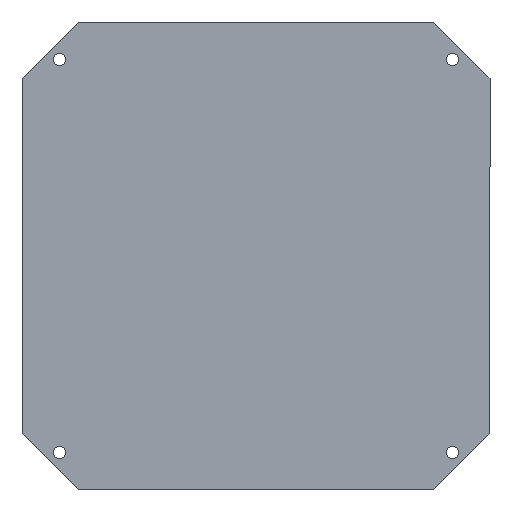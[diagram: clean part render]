
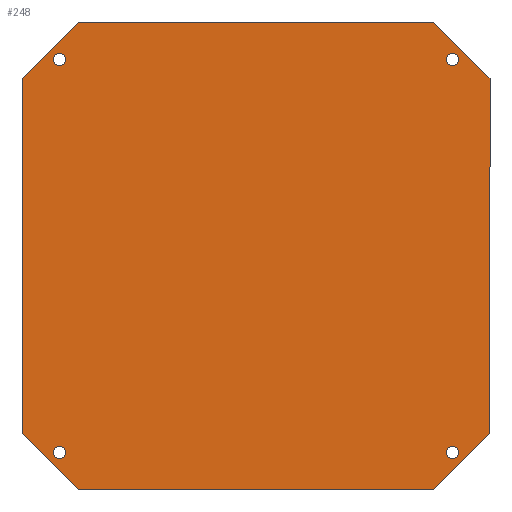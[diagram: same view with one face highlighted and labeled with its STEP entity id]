
A CAD part, front view. The second image highlights one B-rep face of the part: STEP entity #248.
In plain terms, the highlighted planar face has unit normal (0, -1, 0).
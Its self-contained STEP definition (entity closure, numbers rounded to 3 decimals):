
#2 = FACE_OUTER_BOUND ( 'NONE', #224, .T. ) ;
#10 = DIRECTION ( 'NONE',  ( 0., 1., 0. ) ) ;
#12 = AXIS2_PLACEMENT_3D ( 'NONE', #649, #194, #141 ) ;
#14 = CARTESIAN_POINT ( 'NONE',  ( -125., 0., -125. ) ) ;
#25 = DIRECTION ( 'NONE',  ( 0., 0., -1. ) ) ;
#31 = DIRECTION ( 'NONE',  ( 0., 0., -1. ) ) ;
#33 = CARTESIAN_POINT ( 'NONE',  ( 125., 0., -125. ) ) ;
#46 = CARTESIAN_POINT ( 'NONE',  ( 105., 0., 105. ) ) ;
#47 = DIRECTION ( 'NONE',  ( 0., 0., 1. ) ) ;
#49 = CARTESIAN_POINT ( 'NONE',  ( 105., 0., 101.75 ) ) ;
#50 = ORIENTED_EDGE ( 'NONE', *, *, #58, .T. ) ;
#53 = VECTOR ( 'NONE', #631, 1000. ) ;
#56 = LINE ( 'NONE', #558, #525 ) ;
#58 = EDGE_CURVE ( 'NONE', #579, #297, #580, .T. ) ;
#59 = ORIENTED_EDGE ( 'NONE', *, *, #281, .T. ) ;
#61 = CARTESIAN_POINT ( 'NONE',  ( 105., 0., -108.25 ) ) ;
#66 = CIRCLE ( 'NONE', #98, 3.25 ) ;
#76 = VERTEX_POINT ( 'NONE', #195 ) ;
#84 = CARTESIAN_POINT ( 'NONE',  ( -95., 0., 125. ) ) ;
#87 = CIRCLE ( 'NONE', #535, 3.25 ) ;
#88 = DIRECTION ( 'NONE',  ( 0., 1., 0. ) ) ;
#91 = CARTESIAN_POINT ( 'NONE',  ( -125., 0., -95. ) ) ;
#93 = CARTESIAN_POINT ( 'NONE',  ( 105., 0., 105. ) ) ;
#94 = ORIENTED_EDGE ( 'NONE', *, *, #269, .T. ) ;
#98 = AXIS2_PLACEMENT_3D ( 'NONE', #112, #108, #47 ) ;
#102 = ORIENTED_EDGE ( 'NONE', *, *, #351, .F. ) ;
#108 = DIRECTION ( 'NONE',  ( 0., 1., 0. ) ) ;
#112 = CARTESIAN_POINT ( 'NONE',  ( -105., 0., -105. ) ) ;
#115 = EDGE_CURVE ( 'NONE', #425, #474, #447, .T. ) ;
#120 = VECTOR ( 'NONE', #182, 1000. ) ;
#130 = LINE ( 'NONE', #278, #53 ) ;
#132 = AXIS2_PLACEMENT_3D ( 'NONE', #559, #609, #203 ) ;
#134 = ORIENTED_EDGE ( 'NONE', *, *, #157, .T. ) ;
#141 = DIRECTION ( 'NONE',  ( 0., 0., -1. ) ) ;
#142 = VECTOR ( 'NONE', #185, 1000. ) ;
#149 = DIRECTION ( 'NONE',  ( 0.707, 0., 0.707 ) ) ;
#153 = ORIENTED_EDGE ( 'NONE', *, *, #360, .T. ) ;
#157 = EDGE_CURVE ( 'NONE', #476, #474, #354, .T. ) ;
#160 = VERTEX_POINT ( 'NONE', #571 ) ;
#164 = CIRCLE ( 'NONE', #545, 3.25 ) ;
#168 = EDGE_CURVE ( 'NONE', #297, #579, #66, .T. ) ;
#169 = CARTESIAN_POINT ( 'NONE',  ( 125., 0., -95. ) ) ;
#172 = DIRECTION ( 'NONE',  ( -1., 0., 0. ) ) ;
#180 = ORIENTED_EDGE ( 'NONE', *, *, #575, .T. ) ;
#182 = DIRECTION ( 'NONE',  ( -0.707, 0., -0.707 ) ) ;
#184 = VERTEX_POINT ( 'NONE', #350 ) ;
#185 = DIRECTION ( 'NONE',  ( 0., 0., -1. ) ) ;
#188 = AXIS2_PLACEMENT_3D ( 'NONE', #93, #441, #435 ) ;
#194 = DIRECTION ( 'NONE',  ( 0., 1., 0. ) ) ;
#195 = CARTESIAN_POINT ( 'NONE',  ( -125., 0., 95. ) ) ;
#203 = DIRECTION ( 'NONE',  ( 0., 0., 1. ) ) ;
#215 = FACE_BOUND ( 'NONE', #465, .T. ) ;
#218 = PLANE ( 'NONE',  #132 ) ;
#221 = AXIS2_PLACEMENT_3D ( 'NONE', #46, #656, #307 ) ;
#223 = LINE ( 'NONE', #531, #120 ) ;
#224 = EDGE_LOOP ( 'NONE', ( #468, #153, #102, #367, #533, #272, #234, #134 ) ) ;
#226 = DIRECTION ( 'NONE',  ( 0., 0., 1. ) ) ;
#227 = VERTEX_POINT ( 'NONE', #49 ) ;
#229 = CARTESIAN_POINT ( 'NONE',  ( 105., 0., -101.75 ) ) ;
#234 = ORIENTED_EDGE ( 'NONE', *, *, #518, .F. ) ;
#235 = VERTEX_POINT ( 'NONE', #416 ) ;
#236 = DIRECTION ( 'NONE',  ( 0., 1., 0. ) ) ;
#240 = DIRECTION ( 'NONE',  ( 0., 1., 0. ) ) ;
#246 = LINE ( 'NONE', #33, #142 ) ;
#248 = ADVANCED_FACE ( 'NONE', ( #2, #567, #215, #659, #362 ), #218, .F. ) ;
#249 = VECTOR ( 'NONE', #409, 1000. ) ;
#256 = DIRECTION ( 'NONE',  ( 0., 0., -1. ) ) ;
#262 = VERTEX_POINT ( 'NONE', #61 ) ;
#267 = CARTESIAN_POINT ( 'NONE',  ( 105., 0., -105. ) ) ;
#269 = EDGE_CURVE ( 'NONE', #262, #300, #164, .T. ) ;
#272 = ORIENTED_EDGE ( 'NONE', *, *, #642, .T. ) ;
#275 = VERTEX_POINT ( 'NONE', #663 ) ;
#278 = CARTESIAN_POINT ( 'NONE',  ( -125., 0., -95. ) ) ;
#281 = EDGE_CURVE ( 'NONE', #184, #275, #87, .T. ) ;
#291 = DIRECTION ( 'NONE',  ( 1., 0., 0. ) ) ;
#297 = VERTEX_POINT ( 'NONE', #480 ) ;
#300 = VERTEX_POINT ( 'NONE', #229 ) ;
#307 = DIRECTION ( 'NONE',  ( 0., 0., 1. ) ) ;
#309 = ORIENTED_EDGE ( 'NONE', *, *, #490, .T. ) ;
#314 = AXIS2_PLACEMENT_3D ( 'NONE', #544, #240, #339 ) ;
#332 = EDGE_LOOP ( 'NONE', ( #619, #572 ) ) ;
#333 = CARTESIAN_POINT ( 'NONE',  ( -125., 0., -125. ) ) ;
#339 = DIRECTION ( 'NONE',  ( 0., 0., 1. ) ) ;
#350 = CARTESIAN_POINT ( 'NONE',  ( -105., 0., 108.25 ) ) ;
#351 = EDGE_CURVE ( 'NONE', #576, #76, #528, .T. ) ;
#353 = CIRCLE ( 'NONE', #624, 3.25 ) ;
#354 = LINE ( 'NONE', #614, #249 ) ;
#355 = EDGE_LOOP ( 'NONE', ( #357, #50 ) ) ;
#357 = ORIENTED_EDGE ( 'NONE', *, *, #168, .T. ) ;
#360 = EDGE_CURVE ( 'NONE', #425, #76, #223, .T. ) ;
#362 = FACE_BOUND ( 'NONE', #374, .T. ) ;
#363 = CIRCLE ( 'NONE', #188, 3.25 ) ;
#367 = ORIENTED_EDGE ( 'NONE', *, *, #381, .T. ) ;
#372 = LINE ( 'NONE', #333, #637 ) ;
#374 = EDGE_LOOP ( 'NONE', ( #309, #59 ) ) ;
#381 = EDGE_CURVE ( 'NONE', #576, #160, #130, .T. ) ;
#391 = CARTESIAN_POINT ( 'NONE',  ( 125., 0., 95. ) ) ;
#397 = EDGE_CURVE ( 'NONE', #235, #160, #372, .T. ) ;
#398 = CARTESIAN_POINT ( 'NONE',  ( -105., 0., -101.75 ) ) ;
#409 = DIRECTION ( 'NONE',  ( -0.707, 0., 0.707 ) ) ;
#414 = VERTEX_POINT ( 'NONE', #169 ) ;
#416 = CARTESIAN_POINT ( 'NONE',  ( 95., 0., -125. ) ) ;
#417 = CIRCLE ( 'NONE', #12, 3.25 ) ;
#425 = VERTEX_POINT ( 'NONE', #84 ) ;
#432 = VERTEX_POINT ( 'NONE', #444 ) ;
#435 = DIRECTION ( 'NONE',  ( 0., 0., 1. ) ) ;
#441 = DIRECTION ( 'NONE',  ( 0., 1., 0. ) ) ;
#444 = CARTESIAN_POINT ( 'NONE',  ( 105., 0., 108.25 ) ) ;
#447 = LINE ( 'NONE', #449, #593 ) ;
#449 = CARTESIAN_POINT ( 'NONE',  ( -125., 0., 125. ) ) ;
#465 = EDGE_LOOP ( 'NONE', ( #94, #180 ) ) ;
#468 = ORIENTED_EDGE ( 'NONE', *, *, #115, .F. ) ;
#469 = EDGE_CURVE ( 'NONE', #432, #227, #363, .T. ) ;
#474 = VERTEX_POINT ( 'NONE', #645 ) ;
#476 = VERTEX_POINT ( 'NONE', #391 ) ;
#478 = CARTESIAN_POINT ( 'NONE',  ( -105., 0., 105. ) ) ;
#480 = CARTESIAN_POINT ( 'NONE',  ( -105., 0., -108.25 ) ) ;
#490 = EDGE_CURVE ( 'NONE', #275, #184, #353, .T. ) ;
#493 = VECTOR ( 'NONE', #226, 1000. ) ;
#518 = EDGE_CURVE ( 'NONE', #476, #414, #246, .T. ) ;
#525 = VECTOR ( 'NONE', #149, 1000. ) ;
#528 = LINE ( 'NONE', #14, #493 ) ;
#531 = CARTESIAN_POINT ( 'NONE',  ( -95., 0., 125. ) ) ;
#533 = ORIENTED_EDGE ( 'NONE', *, *, #397, .F. ) ;
#535 = AXIS2_PLACEMENT_3D ( 'NONE', #478, #236, #25 ) ;
#538 = CARTESIAN_POINT ( 'NONE',  ( -105., 0., 105. ) ) ;
#544 = CARTESIAN_POINT ( 'NONE',  ( -105., 0., -105. ) ) ;
#545 = AXIS2_PLACEMENT_3D ( 'NONE', #267, #10, #256 ) ;
#558 = CARTESIAN_POINT ( 'NONE',  ( 95., 0., -125. ) ) ;
#559 = CARTESIAN_POINT ( 'NONE',  ( 0., 0., 0. ) ) ;
#567 = FACE_BOUND ( 'NONE', #355, .T. ) ;
#571 = CARTESIAN_POINT ( 'NONE',  ( -95., 0., -125. ) ) ;
#572 = ORIENTED_EDGE ( 'NONE', *, *, #469, .T. ) ;
#575 = EDGE_CURVE ( 'NONE', #300, #262, #417, .T. ) ;
#576 = VERTEX_POINT ( 'NONE', #91 ) ;
#579 = VERTEX_POINT ( 'NONE', #398 ) ;
#580 = CIRCLE ( 'NONE', #314, 3.25 ) ;
#582 = CIRCLE ( 'NONE', #221, 3.25 ) ;
#593 = VECTOR ( 'NONE', #291, 1000. ) ;
#609 = DIRECTION ( 'NONE',  ( 0., 1., 0. ) ) ;
#614 = CARTESIAN_POINT ( 'NONE',  ( 125., 0., 95. ) ) ;
#619 = ORIENTED_EDGE ( 'NONE', *, *, #658, .T. ) ;
#624 = AXIS2_PLACEMENT_3D ( 'NONE', #538, #88, #31 ) ;
#631 = DIRECTION ( 'NONE',  ( 0.707, 0., -0.707 ) ) ;
#637 = VECTOR ( 'NONE', #172, 1000. ) ;
#642 = EDGE_CURVE ( 'NONE', #235, #414, #56, .T. ) ;
#645 = CARTESIAN_POINT ( 'NONE',  ( 95., 0., 125. ) ) ;
#649 = CARTESIAN_POINT ( 'NONE',  ( 105., 0., -105. ) ) ;
#656 = DIRECTION ( 'NONE',  ( 0., 1., 0. ) ) ;
#658 = EDGE_CURVE ( 'NONE', #227, #432, #582, .T. ) ;
#659 = FACE_BOUND ( 'NONE', #332, .T. ) ;
#663 = CARTESIAN_POINT ( 'NONE',  ( -105., 0., 101.75 ) ) ;
